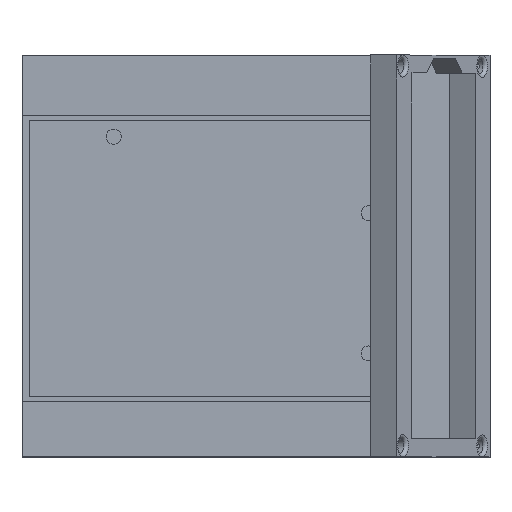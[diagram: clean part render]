
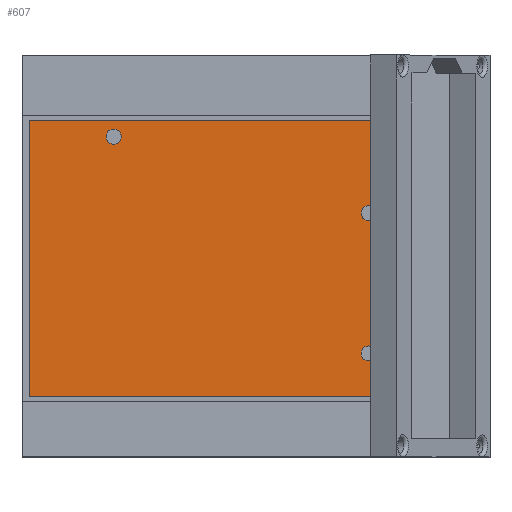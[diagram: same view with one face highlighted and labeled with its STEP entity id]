
A CAD part, top view. The second image highlights one B-rep face of the part: STEP entity #607.
In plain terms, the highlighted planar face has unit normal (0, 0, 1).
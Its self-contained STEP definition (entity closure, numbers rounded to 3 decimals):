
#308=CARTESIAN_POINT('',(-1.6,54.,-1.606));
#309=VERTEX_POINT('',#308);
#310=CARTESIAN_POINT('',(-1.6,-1.,-1.606));
#311=VERTEX_POINT('',#310);
#312=CARTESIAN_POINT('',(-1.6,54.,-1.606));
#313=DIRECTION('',(0.,-1.,0.));
#314=VECTOR('',#313,55.);
#315=LINE('',#312,#314);
#316=EDGE_CURVE('',#309,#311,#315,.T.);
#466=CARTESIAN_POINT('',(69.,54.,-1.606));
#467=VERTEX_POINT('',#466);
#468=CARTESIAN_POINT('',(69.,54.,-1.606));
#469=DIRECTION('',(-1.,0.,0.));
#470=VECTOR('',#469,70.6);
#471=LINE('',#468,#470);
#472=EDGE_CURVE('',#467,#309,#471,.T.);
#497=CARTESIAN_POINT('',(69.,-1.,-1.606));
#498=VERTEX_POINT('',#497);
#499=CARTESIAN_POINT('',(-1.6,-1.,-1.606));
#500=DIRECTION('',(1.,0.,0.));
#501=VECTOR('',#500,70.6);
#502=LINE('',#499,#501);
#503=EDGE_CURVE('',#311,#498,#502,.T.);
#528=CARTESIAN_POINT('',(69.,-1.,-1.606));
#529=DIRECTION('',(0.,1.,0.));
#530=VECTOR('',#529,55.);
#531=LINE('',#528,#530);
#532=EDGE_CURVE('',#498,#467,#531,.T.);
#563=CARTESIAN_POINT('',(0.,0.,-1.606));
#564=DIRECTION('',(0.,0.,-1.));
#565=DIRECTION('',(0.,-1.,0.));
#566=AXIS2_PLACEMENT_3D('',#563,#564,#565);
#567=PLANE('',#566);
#568=CARTESIAN_POINT('',(13.74,50.8,-1.606));
#569=VERTEX_POINT('',#568);
#570=CARTESIAN_POINT('',(15.24,50.8,-1.606));
#571=DIRECTION('',(-0.,-0.,1.));
#572=DIRECTION('',(-1.,0.,0.));
#573=AXIS2_PLACEMENT_3D('',#570,#571,#572);
#574=CIRCLE('',#573,1.5);
#575=EDGE_CURVE('',#569,#569,#574,.T.);
#576=ORIENTED_EDGE('',*,*,#575,.F.);
#577=EDGE_LOOP('',(#576));
#578=FACE_BOUND('',#577,.T.);
#579=CARTESIAN_POINT('',(64.54,7.62,-1.606));
#580=VERTEX_POINT('',#579);
#581=CARTESIAN_POINT('',(66.04,7.62,-1.606));
#582=DIRECTION('',(-0.,-0.,1.));
#583=DIRECTION('',(-1.,0.,0.));
#584=AXIS2_PLACEMENT_3D('',#581,#582,#583);
#585=CIRCLE('',#584,1.5);
#586=EDGE_CURVE('',#580,#580,#585,.T.);
#587=ORIENTED_EDGE('',*,*,#586,.F.);
#588=EDGE_LOOP('',(#587));
#589=FACE_BOUND('',#588,.T.);
#590=CARTESIAN_POINT('',(64.54,35.56,-1.606));
#591=VERTEX_POINT('',#590);
#592=CARTESIAN_POINT('',(66.04,35.56,-1.606));
#593=DIRECTION('',(-0.,-0.,1.));
#594=DIRECTION('',(-1.,0.,0.));
#595=AXIS2_PLACEMENT_3D('',#592,#593,#594);
#596=CIRCLE('',#595,1.5);
#597=EDGE_CURVE('',#591,#591,#596,.T.);
#598=ORIENTED_EDGE('',*,*,#597,.F.);
#599=EDGE_LOOP('',(#598));
#600=FACE_BOUND('',#599,.T.);
#601=ORIENTED_EDGE('',*,*,#532,.T.);
#602=ORIENTED_EDGE('',*,*,#472,.T.);
#603=ORIENTED_EDGE('',*,*,#316,.T.);
#604=ORIENTED_EDGE('',*,*,#503,.T.);
#605=EDGE_LOOP('',(#601,#602,#603,#604));
#606=FACE_BOUND('',#605,.T.);
#607=ADVANCED_FACE('',(#578,#589,#600,#606),#567,.F.);
